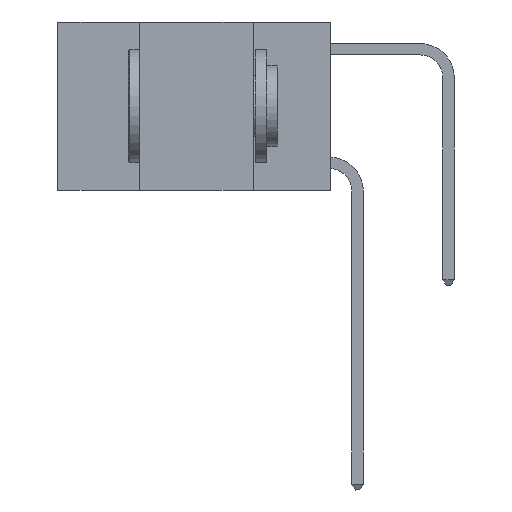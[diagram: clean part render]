
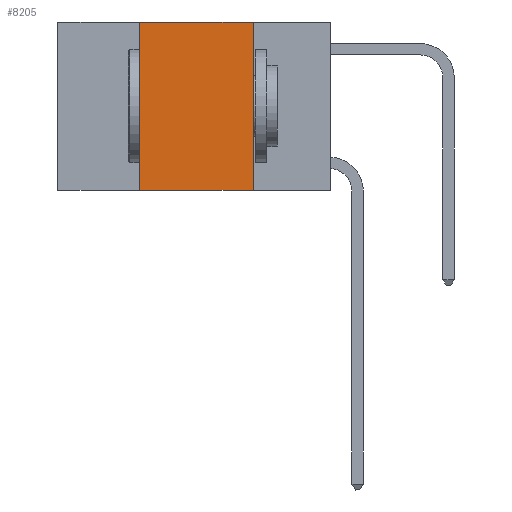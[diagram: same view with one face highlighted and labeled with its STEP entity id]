
A CAD part, left-side view. The second image highlights one B-rep face of the part: STEP entity #8205.
In plain terms, the highlighted planar face has unit normal (-1, 0, 0).
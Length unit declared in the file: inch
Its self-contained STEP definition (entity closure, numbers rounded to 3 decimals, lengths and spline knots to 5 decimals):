
#1265 = EDGE_CURVE ( 'NONE', #3829, #8328, #8853, .T. ) ;
#1760 = CARTESIAN_POINT ( 'NONE',  ( 0., 0.17, 0. ) ) ;
#1773 = ORIENTED_EDGE ( 'NONE', *, *, #1265, .F. ) ;
#2192 = DIRECTION ( 'NONE',  ( 0., 0., -1. ) ) ;
#3829 = VERTEX_POINT ( 'NONE', #7395 ) ;
#3890 = DIRECTION ( 'NONE',  ( 0., 0., 1. ) ) ;
#4515 = CARTESIAN_POINT ( 'NONE',  ( 0., 0.42, 0. ) ) ;
#4782 = EDGE_CURVE ( 'NONE', #6384, #21160, #8394, .T. ) ;
#5656 = EDGE_CURVE ( 'NONE', #3829, #21160, #18046, .T. ) ;
#6026 = FACE_OUTER_BOUND ( 'NONE', #20438, .T. ) ;
#6384 = VERTEX_POINT ( 'NONE', #1760 ) ;
#6716 = AXIS2_PLACEMENT_3D ( 'NONE', #10867, #12520, #2192 ) ;
#6870 = DIRECTION ( 'NONE',  ( 0., -1., 0. ) ) ;
#7395 = CARTESIAN_POINT ( 'NONE',  ( 0., 0.42, -0.37 ) ) ;
#8205 = ADVANCED_FACE ( 'NONE', ( #6026 ), #20538, .F. ) ;
#8323 = VECTOR ( 'NONE', #3890, 39.37008 ) ;
#8328 = VERTEX_POINT ( 'NONE', #12801 ) ;
#8394 = LINE ( 'NONE', #15142, #16034 ) ;
#8853 = LINE ( 'NONE', #4515, #8323 ) ;
#10867 = CARTESIAN_POINT ( 'NONE',  ( 0., 0.6, 0. ) ) ;
#11975 = DIRECTION ( 'NONE',  ( 0., 0., -1. ) ) ;
#12520 = DIRECTION ( 'NONE',  ( 1., 0., 0. ) ) ;
#12801 = CARTESIAN_POINT ( 'NONE',  ( 0., 0.42, 0. ) ) ;
#12967 = CARTESIAN_POINT ( 'NONE',  ( 0., 0.17, -0.37 ) ) ;
#13777 = VECTOR ( 'NONE', #21311, 39.37008 ) ;
#14973 = VECTOR ( 'NONE', #6870, 39.37008 ) ;
#15142 = CARTESIAN_POINT ( 'NONE',  ( 0., 0.17, 0. ) ) ;
#15560 = ORIENTED_EDGE ( 'NONE', *, *, #18580, .F. ) ;
#16034 = VECTOR ( 'NONE', #11975, 39.37008 ) ;
#16358 = CARTESIAN_POINT ( 'NONE',  ( 0., 0.6, -0.37 ) ) ;
#18046 = LINE ( 'NONE', #16358, #13777 ) ;
#18336 = ORIENTED_EDGE ( 'NONE', *, *, #4782, .F. ) ;
#18346 = CARTESIAN_POINT ( 'NONE',  ( 0., 0.6, 0. ) ) ;
#18580 = EDGE_CURVE ( 'NONE', #8328, #6384, #19240, .T. ) ;
#18836 = ORIENTED_EDGE ( 'NONE', *, *, #5656, .T. ) ;
#19240 = LINE ( 'NONE', #18346, #14973 ) ;
#20438 = EDGE_LOOP ( 'NONE', ( #18336, #15560, #1773, #18836 ) ) ;
#20538 = PLANE ( 'NONE',  #6716 ) ;
#21160 = VERTEX_POINT ( 'NONE', #12967 ) ;
#21311 = DIRECTION ( 'NONE',  ( 0., -1., 0. ) ) ;
